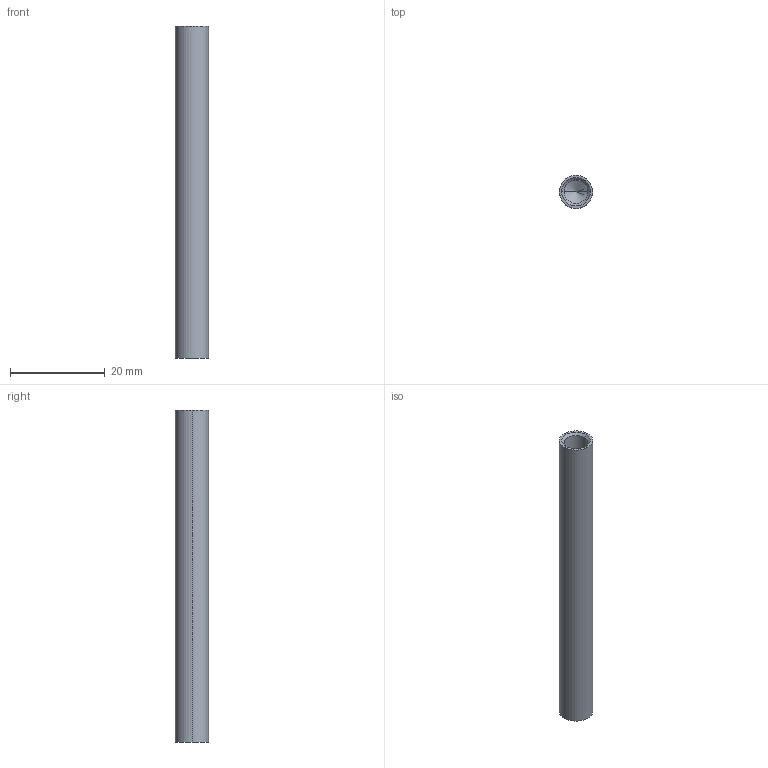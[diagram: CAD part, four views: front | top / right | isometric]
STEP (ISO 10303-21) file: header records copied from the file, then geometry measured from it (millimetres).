
FILE_DESCRIPTION (( 'STEP AP203' ), '1' );
FILE_NAME ('101000404-GR-IN.STEP', '2018-03-14T10:16:28', ( '' ), ( '' ), 'SwSTEP 2.0', 'SolidWorks 2015', '' );
FILE_SCHEMA (( 'CONFIG_CONTROL_DESIGN' ));
Length unit declared in the file: millimetre
Products named in the file (1): 101000404-GR-IN
Bounding box: 7 x 7 x 70 mm (x, y, z)
Volume: 1649.1 mm3; surface area: 2495.8 mm2
Topology: 1 solids, 1 shells, 286 faces, 742 edges, 490 vertices
Faces by surface type: plane 131, bspline 107, cylinder 40, cone 8
Entity records: 13508 total; most frequent: CARTESIAN_POINT 7127, ORIENTED_EDGE 1476, DIRECTION 990, EDGE_CURVE 738, VERTEX_POINT 490, LINE 366, VECTOR 366, EDGE_LOOP 322
